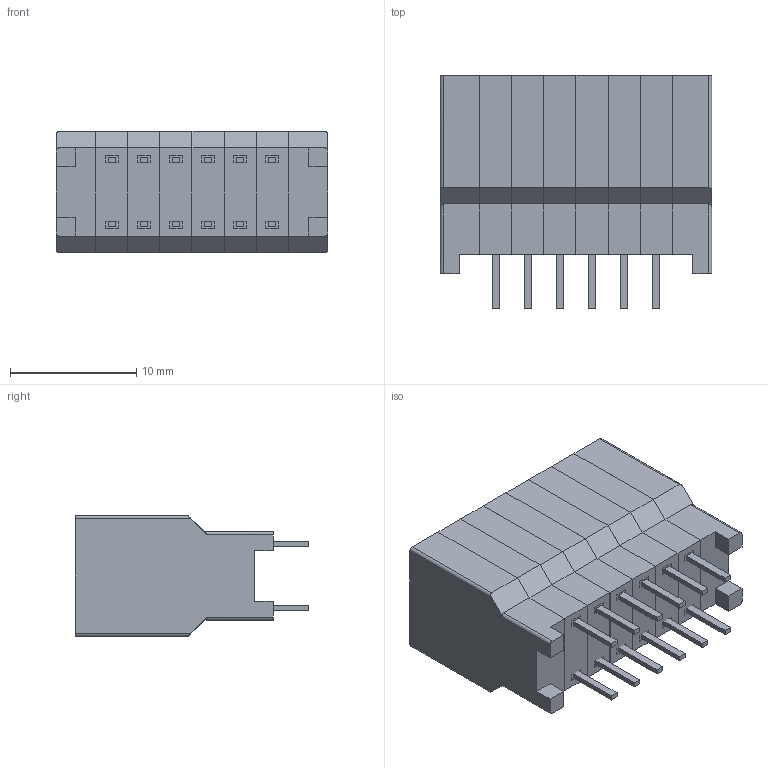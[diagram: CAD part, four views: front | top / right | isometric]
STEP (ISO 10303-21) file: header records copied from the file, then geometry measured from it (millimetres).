
FILE_DESCRIPTION (( 'STEP AP214' ), '1' );
FILE_NAME ('KLS1-603C-12.STEP', '2022-09-23T11:50:46', ( 'punk' ), ( '' ), 'SwSTEP 2.0', 'SolidWorks 2022', '' );
FILE_SCHEMA (( 'AUTOMOTIVE_DESIGN' ));
Length unit declared in the file: millimetre
Products named in the file (1): KLS1-603C-12
Bounding box: 21.5 x 18.5 x 9.6 mm (x, y, z)
Volume: 2005 mm3; surface area: 4450.1 mm2
Topology: 20 solids, 20 shells, 474 faces, 1302 edges, 868 vertices
Faces by surface type: plane 436, cylinder 38
Entity records: 19423 total; most frequent: CARTESIAN_POINT 2669, ORIENTED_EDGE 2604, DIRECTION 2314, EDGE_CURVE 1302, LINE 1224, VECTOR 1224, VERTEX_POINT 868, AXIS2_PLACEMENT_3D 545
